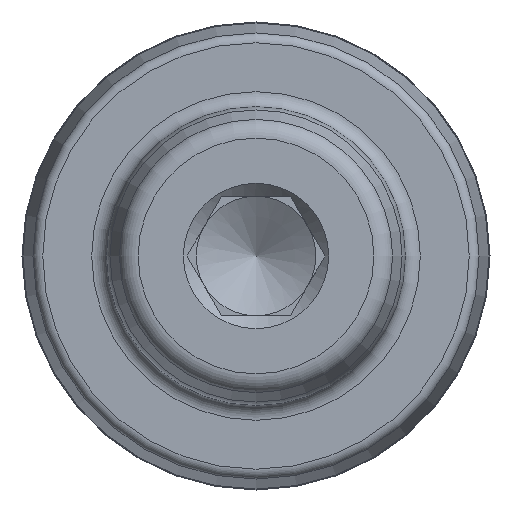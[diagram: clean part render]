
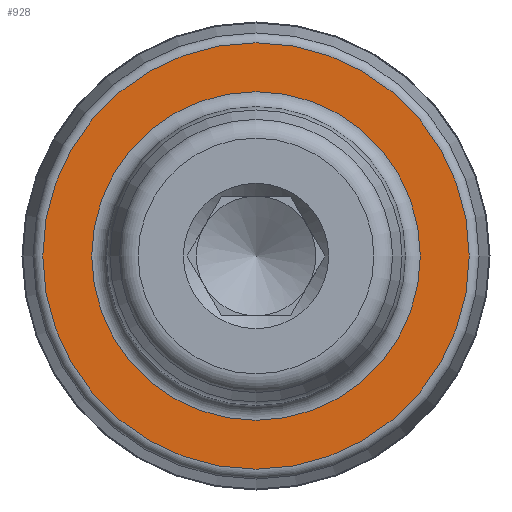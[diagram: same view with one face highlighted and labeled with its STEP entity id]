
A CAD part, front view. The second image highlights one B-rep face of the part: STEP entity #928.
In plain terms, the highlighted planar face has unit normal (0, -1, 0).
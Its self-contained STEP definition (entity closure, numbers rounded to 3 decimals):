
#5 = EDGE_CURVE ( 'NONE', #452, #452, #325, .T. ) ;
#44 = EDGE_LOOP ( 'NONE', ( #767 ) ) ;
#83 = PLANE ( 'NONE',  #242 ) ;
#242 = AXIS2_PLACEMENT_3D ( 'NONE', #877, #778, #1175 ) ;
#249 = CARTESIAN_POINT ( 'NONE',  ( 0., -13.3, 0. ) ) ;
#272 = VERTEX_POINT ( 'NONE', #561 ) ;
#274 = EDGE_CURVE ( 'NONE', #272, #272, #781, .T. ) ;
#307 = EDGE_LOOP ( 'NONE', ( #854 ) ) ;
#325 = CIRCLE ( 'NONE', #448, 21.412 ) ;
#438 = DIRECTION ( 'NONE',  ( 0., 0., 1. ) ) ;
#448 = AXIS2_PLACEMENT_3D ( 'NONE', #249, #1055, #438 ) ;
#452 = VERTEX_POINT ( 'NONE', #649 ) ;
#561 = CARTESIAN_POINT ( 'NONE',  ( 0., -13.3, 16.5 ) ) ;
#649 = CARTESIAN_POINT ( 'NONE',  ( 0., -13.3, 21.412 ) ) ;
#730 = DIRECTION ( 'NONE',  ( 0., 1., 0. ) ) ;
#767 = ORIENTED_EDGE ( 'NONE', *, *, #5, .F. ) ;
#778 = DIRECTION ( 'NONE',  ( 0., -1., 0. ) ) ;
#781 = CIRCLE ( 'NONE', #927, 16.5 ) ;
#854 = ORIENTED_EDGE ( 'NONE', *, *, #274, .T. ) ;
#877 = CARTESIAN_POINT ( 'NONE',  ( 21.412, -13.3, 0. ) ) ;
#927 = AXIS2_PLACEMENT_3D ( 'NONE', #1210, #730, #1126 ) ;
#928 = ADVANCED_FACE ( 'NONE', ( #972, #1081 ), #83, .T. ) ;
#972 = FACE_BOUND ( 'NONE', #307, .T. ) ;
#1055 = DIRECTION ( 'NONE',  ( 0., 1., 0. ) ) ;
#1081 = FACE_OUTER_BOUND ( 'NONE', #44, .T. ) ;
#1126 = DIRECTION ( 'NONE',  ( 0., 0., 1. ) ) ;
#1175 = DIRECTION ( 'NONE',  ( 0., 0., -1. ) ) ;
#1210 = CARTESIAN_POINT ( 'NONE',  ( 0., -13.3, 0. ) ) ;
